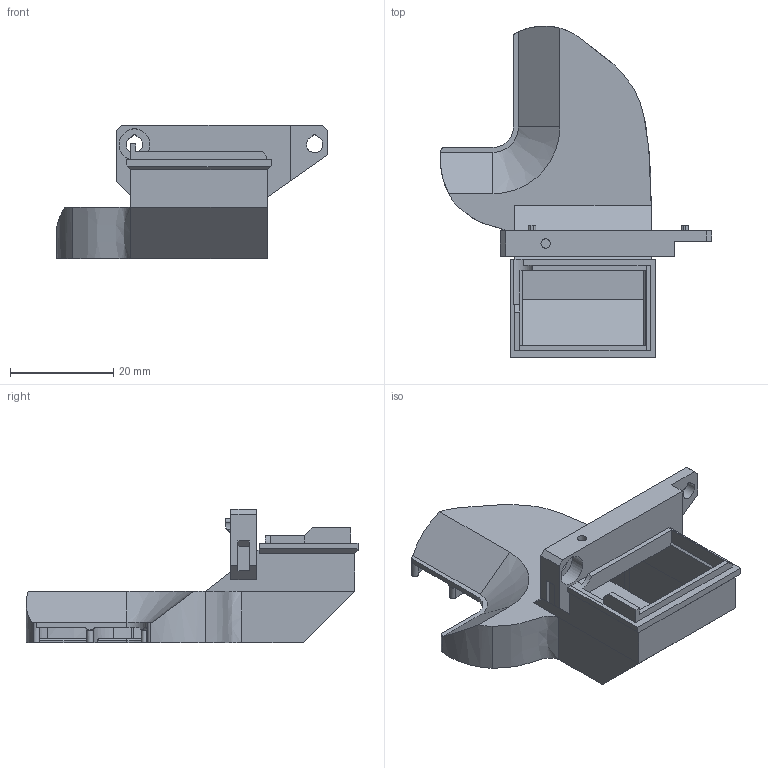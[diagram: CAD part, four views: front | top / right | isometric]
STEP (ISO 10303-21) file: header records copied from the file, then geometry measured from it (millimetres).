
FILE_DESCRIPTION(('FreeCAD Model'),'2;1');
FILE_NAME('fan-duct.step','2020-04-13T20:37:30',('Author'),(''), 'Open CASCADE STEP processor 7.3','FreeCAD','Unknown');
FILE_SCHEMA(('AUTOMOTIVE_DESIGN { 1 0 10303 214 1 1 1 1 }'));
Length unit declared in the file: millimetre
Products named in the file (1): fan-duct-rev-2-refined
Bounding box: 52.66 x 64.46 x 26 mm (x, y, z)
Volume: 7454.1 mm3; surface area: 11259.2 mm2
Topology: 1 solids, 1 shells, 198 faces, 597 edges, 399 vertices
Faces by surface type: plane 112, cylinder 37, cone 23, bspline 20, extrusion 6
Full cylindrical faces by diameter (mm): 1.8 x1
Entity records: 17076 total; most frequent: CARTESIAN_POINT 6267, DIRECTION 1727, ORIENTED_EDGE 1194, PCURVE 1194, DEFINITIONAL_REPRESENTATION 1194, VECTOR 961, LINE 955, EDGE_CURVE 597
